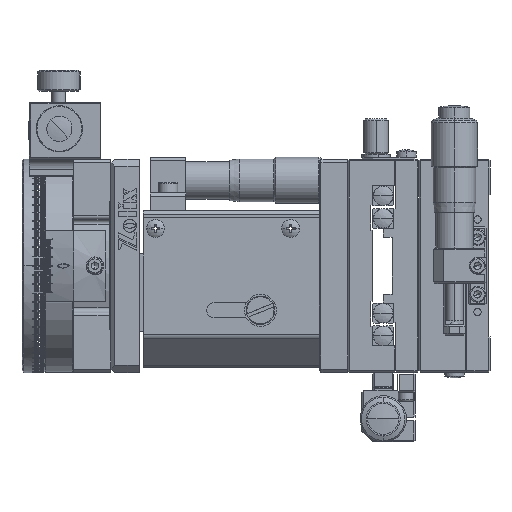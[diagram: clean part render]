
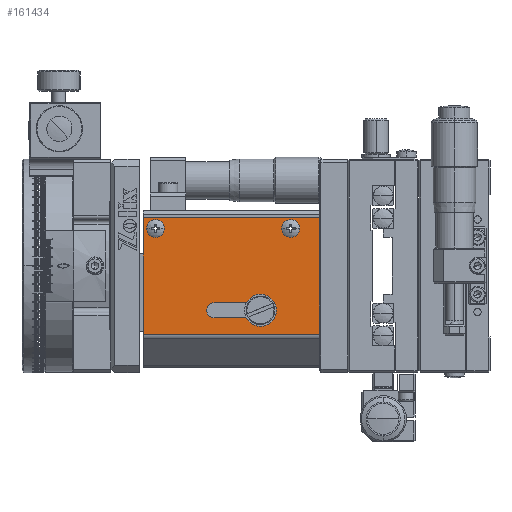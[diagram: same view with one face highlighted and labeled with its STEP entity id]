
A CAD part, left-side view. The second image highlights one B-rep face of the part: STEP entity #161434.
In plain terms, the highlighted planar face has unit normal (-1, 0, 0).
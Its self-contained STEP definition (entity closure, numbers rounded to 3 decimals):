
#165 = ORIENTED_EDGE ( 'NONE', *, *, #38499, .F. ) ;
#2303 = FACE_BOUND ( 'NONE', #89774, .T. ) ;
#8115 = VERTEX_POINT ( 'NONE', #134947 ) ;
#9437 = CARTESIAN_POINT ( 'NONE',  ( -25.135, 64.853, -81.7 ) ) ;
#9754 = DIRECTION ( 'NONE',  ( -1., 0., 0. ) ) ;
#12625 = EDGE_CURVE ( 'NONE', #106212, #72505, #88362, .T. ) ;
#13381 = CARTESIAN_POINT ( 'NONE',  ( -25.135, 81.353, -60.8 ) ) ;
#14112 = CARTESIAN_POINT ( 'NONE',  ( -25.135, 64.853, -83.8 ) ) ;
#18653 = AXIS2_PLACEMENT_3D ( 'NONE', #37135, #34892, #50362 ) ;
#19611 = VERTEX_POINT ( 'NONE', #45258 ) ;
#20189 = ORIENTED_EDGE ( 'NONE', *, *, #24917, .F. ) ;
#20520 = ORIENTED_EDGE ( 'NONE', *, *, #164174, .F. ) ;
#21893 = CARTESIAN_POINT ( 'NONE',  ( -25.135, 35.353, -57.8 ) ) ;
#22290 = LINE ( 'NONE', #167998, #127578 ) ;
#24917 = EDGE_CURVE ( 'NONE', #19611, #134439, #39120, .T. ) ;
#26281 = CIRCLE ( 'NONE', #123459, 2.1 ) ;
#28442 = DIRECTION ( 'NONE',  ( 0., -1., 0. ) ) ;
#29932 = CARTESIAN_POINT ( 'NONE',  ( -25.135, 44.803, -60.8 ) ) ;
#30198 = LINE ( 'NONE', #57971, #125311 ) ;
#30902 = DIRECTION ( 'NONE',  ( 0., 0., 1. ) ) ;
#31521 = CARTESIAN_POINT ( 'NONE',  ( -25.135, 35.353, -57.8 ) ) ;
#32071 = VECTOR ( 'NONE', #60574, 1000. ) ;
#33094 = EDGE_CURVE ( 'NONE', #159809, #63916, #82204, .T. ) ;
#34892 = DIRECTION ( 'NONE',  ( -1., 0., 0. ) ) ;
#35306 = FACE_BOUND ( 'NONE', #160960, .T. ) ;
#36389 = EDGE_CURVE ( 'NONE', #8115, #159809, #159764, .T. ) ;
#37135 = CARTESIAN_POINT ( 'NONE',  ( -25.135, 43.353, -60.8 ) ) ;
#38499 = EDGE_CURVE ( 'NONE', #72505, #8115, #69865, .T. ) ;
#39120 = CIRCLE ( 'NONE', #18653, 1.45 ) ;
#40058 = ORIENTED_EDGE ( 'NONE', *, *, #33094, .F. ) ;
#42709 = ORIENTED_EDGE ( 'NONE', *, *, #52363, .F. ) ;
#42725 = CARTESIAN_POINT ( 'NONE',  ( -25.135, 35.353, -90.593 ) ) ;
#45258 = CARTESIAN_POINT ( 'NONE',  ( -25.135, 41.903, -60.8 ) ) ;
#45720 = ORIENTED_EDGE ( 'NONE', *, *, #56511, .T. ) ;
#49643 = ORIENTED_EDGE ( 'NONE', *, *, #86647, .F. ) ;
#50362 = DIRECTION ( 'NONE',  ( 0., -1., 0. ) ) ;
#51891 = DIRECTION ( 'NONE',  ( 0., -1., 0. ) ) ;
#52363 = EDGE_CURVE ( 'NONE', #65703, #145804, #92341, .T. ) ;
#53055 = CARTESIAN_POINT ( 'NONE',  ( -25.135, 84.853, -90.593 ) ) ;
#53814 = EDGE_CURVE ( 'NONE', #110657, #99946, #22290, .T. ) ;
#56511 = EDGE_CURVE ( 'NONE', #99946, #145804, #125032, .T. ) ;
#56948 = CARTESIAN_POINT ( 'NONE',  ( -25.135, 64.853, -85.9 ) ) ;
#57971 = CARTESIAN_POINT ( 'NONE',  ( -25.135, 35.353, -90.593 ) ) ;
#59264 = DIRECTION ( 'NONE',  ( -1., 0., 0. ) ) ;
#59773 = VERTEX_POINT ( 'NONE', #76359 ) ;
#60329 = EDGE_CURVE ( 'NONE', #134439, #19611, #153747, .T. ) ;
#60574 = DIRECTION ( 'NONE',  ( 0., 1., 0. ) ) ;
#62592 = DIRECTION ( 'NONE',  ( 0., 1., 0. ) ) ;
#62623 = AXIS2_PLACEMENT_3D ( 'NONE', #146241, #131176, #51891 ) ;
#63916 = VERTEX_POINT ( 'NONE', #68770 ) ;
#65703 = VERTEX_POINT ( 'NONE', #53055 ) ;
#66145 = DIRECTION ( 'NONE',  ( 0., -1., 0. ) ) ;
#67864 = VECTOR ( 'NONE', #28442, 1000. ) ;
#68770 = CARTESIAN_POINT ( 'NONE',  ( -25.135, 64.853, -81.7 ) ) ;
#69865 = LINE ( 'NONE', #147011, #67864 ) ;
#72505 = VERTEX_POINT ( 'NONE', #56948 ) ;
#74006 = EDGE_CURVE ( 'NONE', #59773, #132388, #77865, .T. ) ;
#76359 = CARTESIAN_POINT ( 'NONE',  ( -25.135, 79.903, -60.8 ) ) ;
#76779 = DIRECTION ( 'NONE',  ( 0., -1., 0. ) ) ;
#77316 = DIRECTION ( 'NONE',  ( 0., 0., -1. ) ) ;
#77865 = CIRCLE ( 'NONE', #114760, 1.45 ) ;
#82204 = LINE ( 'NONE', #9437, #121553 ) ;
#82342 = CARTESIAN_POINT ( 'NONE',  ( -25.135, 66.953, -83.8 ) ) ;
#82817 = FACE_BOUND ( 'NONE', #116053, .T. ) ;
#86647 = EDGE_CURVE ( 'NONE', #63916, #106212, #26281, .T. ) ;
#86963 = DIRECTION ( 'NONE',  ( 0., -1., 0. ) ) ;
#87436 = ORIENTED_EDGE ( 'NONE', *, *, #60329, .F. ) ;
#88362 = CIRCLE ( 'NONE', #151044, 2.1 ) ;
#89774 = EDGE_LOOP ( 'NONE', ( #20189, #87436 ) ) ;
#92341 = LINE ( 'NONE', #97915, #166903 ) ;
#94575 = ORIENTED_EDGE ( 'NONE', *, *, #36389, .F. ) ;
#97858 = DIRECTION ( 'NONE',  ( 0., -1., 0. ) ) ;
#97915 = CARTESIAN_POINT ( 'NONE',  ( -25.135, 84.853, -57.8 ) ) ;
#99733 = CARTESIAN_POINT ( 'NONE',  ( -25.135, 81.353, -60.8 ) ) ;
#99946 = VERTEX_POINT ( 'NONE', #31521 ) ;
#101125 = ORIENTED_EDGE ( 'NONE', *, *, #53814, .T. ) ;
#101399 = DIRECTION ( 'NONE',  ( 0., -1., 0. ) ) ;
#101714 = CARTESIAN_POINT ( 'NONE',  ( -25.135, 51.853, -83.8 ) ) ;
#106212 = VERTEX_POINT ( 'NONE', #82342 ) ;
#106904 = CARTESIAN_POINT ( 'NONE',  ( -25.135, 51.853, -81.7 ) ) ;
#110657 = VERTEX_POINT ( 'NONE', #42725 ) ;
#111196 = EDGE_LOOP ( 'NONE', ( #42709, #116859, #101125, #45720 ) ) ;
#111799 = CIRCLE ( 'NONE', #123763, 1.45 ) ;
#112574 = EDGE_CURVE ( 'NONE', #110657, #65703, #30198, .T. ) ;
#113984 = DIRECTION ( 'NONE',  ( 0., 1., 0. ) ) ;
#114760 = AXIS2_PLACEMENT_3D ( 'NONE', #13381, #146422, #97858 ) ;
#116053 = EDGE_LOOP ( 'NONE', ( #144075, #20520 ) ) ;
#116859 = ORIENTED_EDGE ( 'NONE', *, *, #112574, .F. ) ;
#118018 = ORIENTED_EDGE ( 'NONE', *, *, #12625, .F. ) ;
#121553 = VECTOR ( 'NONE', #62592, 1000. ) ;
#123459 = AXIS2_PLACEMENT_3D ( 'NONE', #14112, #145431, #66145 ) ;
#123763 = AXIS2_PLACEMENT_3D ( 'NONE', #99733, #167942, #101399 ) ;
#125032 = LINE ( 'NONE', #21893, #32071 ) ;
#125311 = VECTOR ( 'NONE', #113984, 1000. ) ;
#127578 = VECTOR ( 'NONE', #152994, 1000. ) ;
#129191 = CARTESIAN_POINT ( 'NONE',  ( -25.135, 84.853, -57.8 ) ) ;
#130582 = CARTESIAN_POINT ( 'NONE',  ( -25.135, 35.353, -57.8 ) ) ;
#131176 = DIRECTION ( 'NONE',  ( -1., 0., 0. ) ) ;
#132388 = VERTEX_POINT ( 'NONE', #133950 ) ;
#133950 = CARTESIAN_POINT ( 'NONE',  ( -25.135, 82.803, -60.8 ) ) ;
#134439 = VERTEX_POINT ( 'NONE', #29932 ) ;
#134947 = CARTESIAN_POINT ( 'NONE',  ( -25.135, 51.853, -85.9 ) ) ;
#139127 = CARTESIAN_POINT ( 'NONE',  ( -25.135, 64.853, -83.8 ) ) ;
#139840 = AXIS2_PLACEMENT_3D ( 'NONE', #130582, #145043, #77316 ) ;
#143301 = PLANE ( 'NONE',  #139840 ) ;
#144075 = ORIENTED_EDGE ( 'NONE', *, *, #74006, .F. ) ;
#145043 = DIRECTION ( 'NONE',  ( -1., 0., 0. ) ) ;
#145431 = DIRECTION ( 'NONE',  ( -1., 0., 0. ) ) ;
#145804 = VERTEX_POINT ( 'NONE', #129191 ) ;
#146241 = CARTESIAN_POINT ( 'NONE',  ( -25.135, 43.353, -60.8 ) ) ;
#146422 = DIRECTION ( 'NONE',  ( -1., 0., 0. ) ) ;
#147011 = CARTESIAN_POINT ( 'NONE',  ( -25.135, 64.853, -85.9 ) ) ;
#147165 = FACE_OUTER_BOUND ( 'NONE', #111196, .T. ) ;
#151044 = AXIS2_PLACEMENT_3D ( 'NONE', #139127, #59264, #86963 ) ;
#152994 = DIRECTION ( 'NONE',  ( 0., 0., 1. ) ) ;
#153601 = AXIS2_PLACEMENT_3D ( 'NONE', #101714, #9754, #76779 ) ;
#153747 = CIRCLE ( 'NONE', #62623, 1.45 ) ;
#159764 = CIRCLE ( 'NONE', #153601, 2.1 ) ;
#159809 = VERTEX_POINT ( 'NONE', #106904 ) ;
#160960 = EDGE_LOOP ( 'NONE', ( #165, #118018, #49643, #40058, #94575 ) ) ;
#161434 = ADVANCED_FACE ( 'NONE', ( #82817, #2303, #147165, #35306 ), #143301, .T. ) ;
#164174 = EDGE_CURVE ( 'NONE', #132388, #59773, #111799, .T. ) ;
#166903 = VECTOR ( 'NONE', #30902, 1000. ) ;
#167942 = DIRECTION ( 'NONE',  ( -1., 0., 0. ) ) ;
#167998 = CARTESIAN_POINT ( 'NONE',  ( -25.135, 35.353, -57.8 ) ) ;
